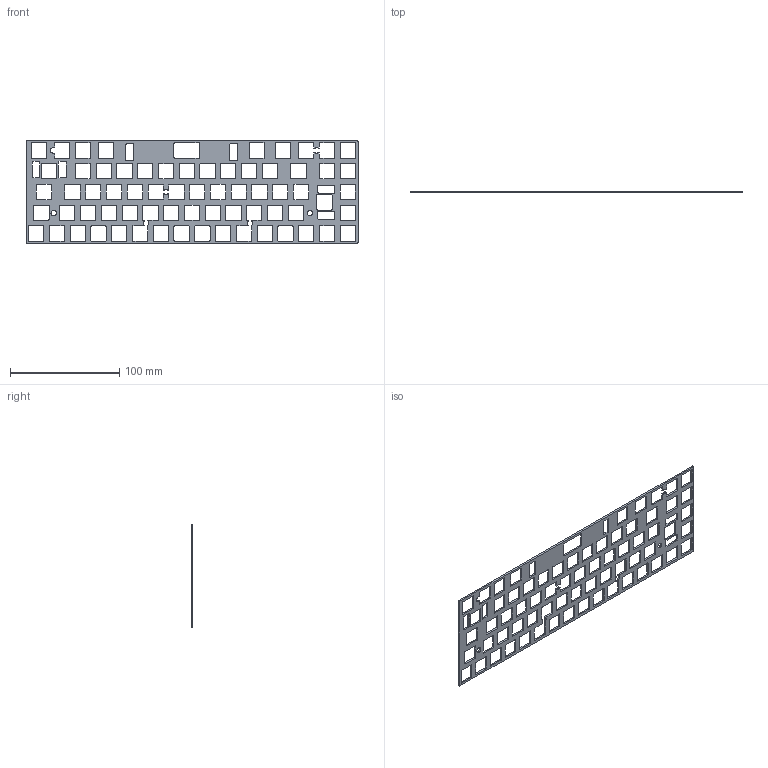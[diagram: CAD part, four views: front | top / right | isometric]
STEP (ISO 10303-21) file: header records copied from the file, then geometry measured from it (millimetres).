
FILE_DESCRIPTION(/* description */ (''),/* implementation_level */ '2;1');
FILE_NAME(/* name */ 'JP65-Plate-20230418.step',/* time_stamp */ '2023-04-18T22:44:11+09:00',/* author */ (''),/* organization */ (''),/* preprocessor_version */ 'ST-DEVELOPER v19.2',/* originating_system */ 'Autodesk Translation Framework v12.4.0.73',/* authorisation */ '');
FILE_SCHEMA (('AUTOMOTIVE_DESIGN { 1 0 10303 214 3 1 1 }'));
Length unit declared in the file: millimetre
Products named in the file (1): (Unsaved)
Bounding box: 304.42 x 1.5 x 94.93 mm (x, y, z)
Volume: 21727.2 mm3; surface area: 36365.8 mm2
Topology: 1 solids, 1 shells, 644 faces, 1926 edges, 1284 vertices
Faces by surface type: cylinder 331, plane 313
Full cylindrical faces by diameter (mm): 5 x2
Entity records: 22204 total; most frequent: DIRECTION 3878, CARTESIAN_POINT 3855, ORIENTED_EDGE 3852, EDGE_CURVE 1926, AXIS2_PLACEMENT_3D 1307, VERTEX_POINT 1284, LINE 1264, VECTOR 1264
